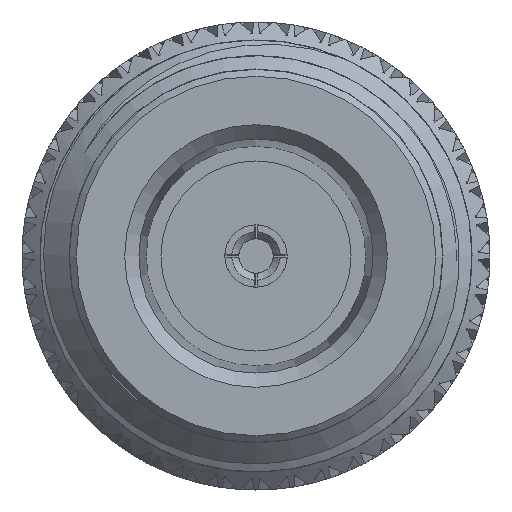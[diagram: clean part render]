
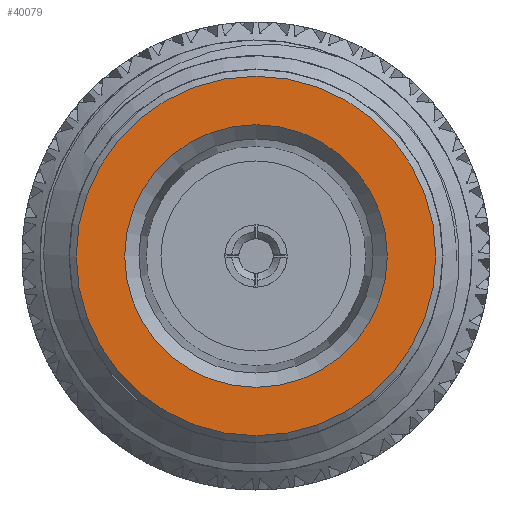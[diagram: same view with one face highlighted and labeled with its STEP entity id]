
A CAD part, left-side view. The second image highlights one B-rep face of the part: STEP entity #40079.
In plain terms, the highlighted planar face has unit normal (-1, 0, 0).
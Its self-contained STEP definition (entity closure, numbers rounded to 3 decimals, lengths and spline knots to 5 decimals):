
#881 = FACE_OUTER_BOUND ( 'NONE', #56672, .T. ) ;
#2528 = AXIS2_PLACEMENT_3D ( 'NONE', #32129, #3858, #51131 ) ;
#3858 = DIRECTION ( 'NONE',  ( -1., 0., 0. ) ) ;
#6894 = CARTESIAN_POINT ( 'NONE',  ( 0., 0., 0.19 ) ) ;
#8321 = FACE_BOUND ( 'NONE', #35558, .T. ) ;
#21321 = CIRCLE ( 'NONE', #45026, 0.26 ) ;
#22137 = AXIS2_PLACEMENT_3D ( 'NONE', #38768, #48878, #25149 ) ;
#22843 = PLANE ( 'NONE',  #2528 ) ;
#25149 = DIRECTION ( 'NONE',  ( 0., 0., 1. ) ) ;
#26399 = DIRECTION ( 'NONE',  ( 1., 0., 0. ) ) ;
#29089 = VERTEX_POINT ( 'NONE', #6894 ) ;
#30622 = CARTESIAN_POINT ( 'NONE',  ( 0., 0., -0.26 ) ) ;
#32129 = CARTESIAN_POINT ( 'NONE',  ( 0., 0., 0. ) ) ;
#32509 = EDGE_CURVE ( 'NONE', #29089, #29089, #37611, .T. ) ;
#35304 = DIRECTION ( 'NONE',  ( 0., 0., -1. ) ) ;
#35558 = EDGE_LOOP ( 'NONE', ( #46529 ) ) ;
#37362 = ORIENTED_EDGE ( 'NONE', *, *, #43296, .F. ) ;
#37611 = CIRCLE ( 'NONE', #22137, 0.19 ) ;
#38768 = CARTESIAN_POINT ( 'NONE',  ( 0., 0., 0. ) ) ;
#40079 = ADVANCED_FACE ( 'NONE', ( #8321, #881 ), #22843, .T. ) ;
#40139 = VERTEX_POINT ( 'NONE', #30622 ) ;
#43296 = EDGE_CURVE ( 'NONE', #40139, #40139, #21321, .T. ) ;
#44960 = CARTESIAN_POINT ( 'NONE',  ( 0., 0., 0. ) ) ;
#45026 = AXIS2_PLACEMENT_3D ( 'NONE', #44960, #26399, #35304 ) ;
#46529 = ORIENTED_EDGE ( 'NONE', *, *, #32509, .T. ) ;
#48878 = DIRECTION ( 'NONE',  ( 1., 0., 0. ) ) ;
#51131 = DIRECTION ( 'NONE',  ( 0., 0., 1. ) ) ;
#56672 = EDGE_LOOP ( 'NONE', ( #37362 ) ) ;
